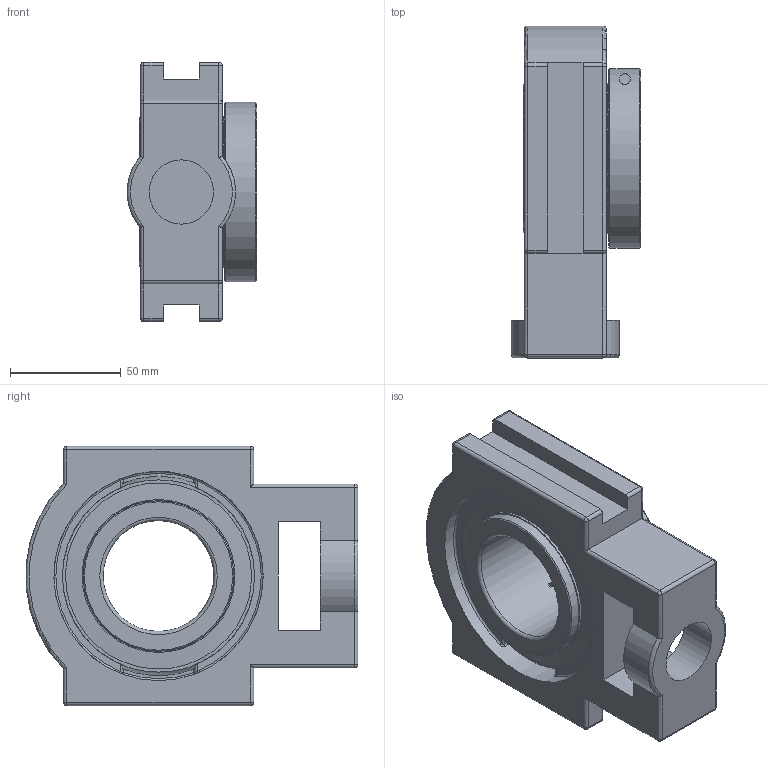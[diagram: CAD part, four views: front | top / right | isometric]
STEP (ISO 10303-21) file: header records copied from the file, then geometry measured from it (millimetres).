
FILE_DESCRIPTION(/* description */ ('Alibre Inc.'),/* implementation_level */ '2;1');
FILE_NAME(/* name */ 'export-3D292C5E-B880-425C-B753-DBFEE3E440A0',/* time_stamp */ '2020-05-18T09:35:42-07:00',/* author */ (''),/* organization */ (''),/* preprocessor_version */ 'ST-DEVELOPER v17',/* originating_system */ 'Alibre',/* authorisation */ '');
FILE_SCHEMA (('CONFIG_CONTROL_DESIGN'));
Length unit declared in the file: inch
Bounding box: 58.52 x 149.78 x 117 mm (x, y, z)
Volume: 381027.3 mm3; surface area: 117539.9 mm2
Topology: 17 solids, 17 shells, 247 faces, 632 edges, 387 vertices
Faces by surface type: plane 82, cylinder 80, sphere 29, cone 28, torus 24, bspline 4
Full cylindrical faces by diameter (mm): 4.917 x2, 6.4 x1, 10 x1, 29 x1, 50 x1, 68 x4, 69.016 x2, 80 x2, 84 x2, 94.476 x2, 100.1 x1
Entity records: 8274 total; most frequent: CARTESIAN_POINT 2424, ORIENTED_EDGE 1064, DIRECTION 934, EDGE_CURVE 532, AXIS2_PLACEMENT_3D 388, VERTEX_POINT 355, FACE_BOUND 285, EDGE_LOOP 275
